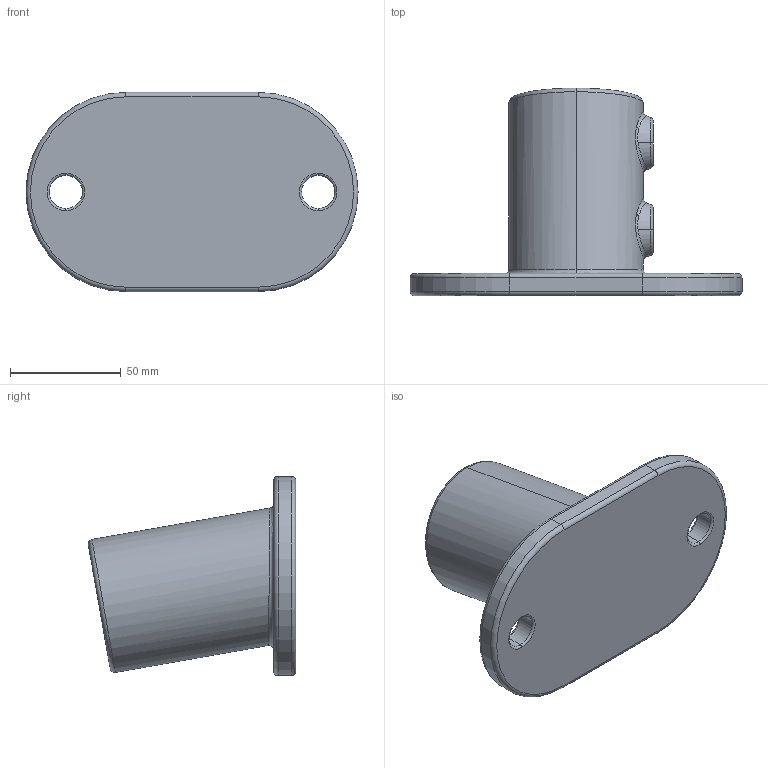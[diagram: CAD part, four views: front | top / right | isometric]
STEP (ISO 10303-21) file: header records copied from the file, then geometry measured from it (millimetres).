
FILE_DESCRIPTION (( 'STEP AP203' ), '1' );
FILE_NAME ('T17622.STEP', '2018-07-02T15:42:13', ( '' ), ( '' ), 'SwSTEP 2.0', 'SolidWorks 2016', '' );
FILE_SCHEMA (( 'CONFIG_CONTROL_DESIGN' ));
Length unit declared in the file: millimetre
Products named in the file (1): T17622
Bounding box: 150 x 93.76 x 90 mm (x, y, z)
Volume: 191146 mm3; surface area: 55212.1 mm2
Topology: 1 solids, 1 shells, 62 faces, 140 edges, 84 vertices
Faces by surface type: torus 20, cylinder 18, bspline 12, plane 8, cone 4
Entity records: 4027 total; most frequent: CARTESIAN_POINT 2601, DIRECTION 290, ORIENTED_EDGE 280, EDGE_CURVE 140, AXIS2_PLACEMENT_3D 131, VERTEX_POINT 84, CIRCLE 80, EDGE_LOOP 74
